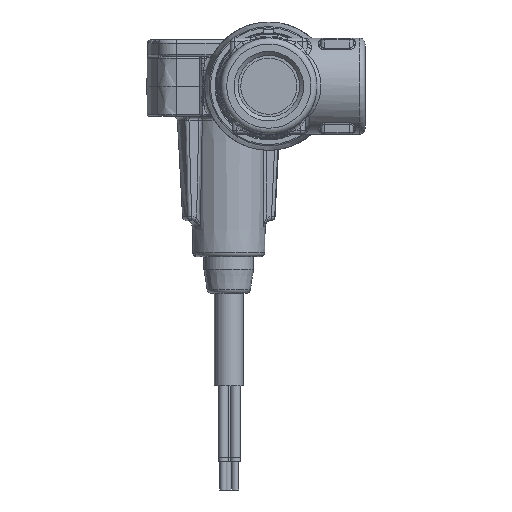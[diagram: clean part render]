
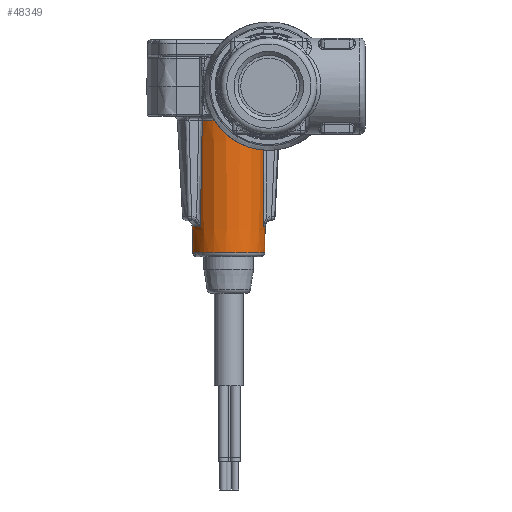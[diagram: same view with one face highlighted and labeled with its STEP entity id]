
A CAD part, front view. The second image highlights one B-rep face of the part: STEP entity #48349.
In plain terms, the highlighted conical face has half-angle 1 degrees and reference radius 9 mm.
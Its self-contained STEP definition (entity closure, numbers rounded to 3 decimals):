
#860=CONICAL_SURFACE('',#64051,9.,0.017);
#2990=B_SPLINE_CURVE_WITH_KNOTS('',3,(#148458,#148459,#148460,#148461),
 .UNSPECIFIED.,.F.,.F.,(4,4),(0.,0.027),
 .UNSPECIFIED.);
#2991=B_SPLINE_CURVE_WITH_KNOTS('',3,(#148480,#148481,#148482,#148483),
 .UNSPECIFIED.,.F.,.F.,(4,4),(0.,0.027),.UNSPECIFIED.);
#2992=B_SPLINE_CURVE_WITH_KNOTS('',3,(#148509,#148510,#148511,#148512,#148513),
 .UNSPECIFIED.,.F.,.F.,(4,1,4),(0.004,0.007,
0.01),.UNSPECIFIED.);
#2993=B_SPLINE_CURVE_WITH_KNOTS('',3,(#148528,#148529,#148530,#148531),
 .UNSPECIFIED.,.F.,.F.,(4,4),(0.,0.027),.UNSPECIFIED.);
#2994=B_SPLINE_CURVE_WITH_KNOTS('',3,(#148546,#148547,#148548,#148549),
 .UNSPECIFIED.,.F.,.F.,(4,4),(0.,0.027),.UNSPECIFIED.);
#20539=ORIENTED_EDGE('',*,*,#30154,.T.);
#20540=ORIENTED_EDGE('',*,*,#30153,.T.);
#20541=ORIENTED_EDGE('',*,*,#30152,.T.);
#20542=ORIENTED_EDGE('',*,*,#30149,.T.);
#20543=ORIENTED_EDGE('',*,*,#30151,.T.);
#20544=ORIENTED_EDGE('',*,*,#30156,.T.);
#20545=ORIENTED_EDGE('',*,*,#30157,.T.);
#20546=ORIENTED_EDGE('',*,*,#30160,.T.);
#20547=ORIENTED_EDGE('',*,*,#30159,.T.);
#20548=ORIENTED_EDGE('',*,*,#30158,.T.);
#20549=ORIENTED_EDGE('',*,*,#30225,.T.);
#30149=EDGE_CURVE('',#35599,#35595,#2990,.T.);
#30151=EDGE_CURVE('',#35595,#35679,#38194,.T.);
#30152=EDGE_CURVE('',#35600,#35599,#38195,.F.);
#30153=EDGE_CURVE('',#35601,#35600,#2991,.T.);
#30154=EDGE_CURVE('',#35605,#35601,#38196,.T.);
#30156=EDGE_CURVE('',#35679,#35680,#2992,.F.);
#30157=EDGE_CURVE('',#35680,#35608,#38198,.T.);
#30158=EDGE_CURVE('',#35606,#35605,#2993,.T.);
#30159=EDGE_CURVE('',#35609,#35606,#38199,.F.);
#30160=EDGE_CURVE('',#35608,#35609,#2994,.T.);
#30225=EDGE_CURVE('',#35724,#35724,#38215,.T.);
#35595=VERTEX_POINT('',#147168);
#35599=VERTEX_POINT('',#147233);
#35600=VERTEX_POINT('',#147259);
#35601=VERTEX_POINT('',#147269);
#35605=VERTEX_POINT('',#147303);
#35606=VERTEX_POINT('',#147325);
#35608=VERTEX_POINT('',#147355);
#35609=VERTEX_POINT('',#147377);
#35679=VERTEX_POINT('',#148464);
#35680=VERTEX_POINT('',#148508);
#35724=VERTEX_POINT('',#149007);
#38194=CIRCLE('',#64006,9.594);
#38195=CIRCLE('',#64008,9.131);
#38196=CIRCLE('',#64010,9.594);
#38198=CIRCLE('',#64013,9.594);
#38199=CIRCLE('',#64015,9.131);
#38215=CIRCLE('',#64052,9.017);
#40942=EDGE_LOOP('',(#20539,#20540,#20541,#20542,#20543,#20544,#20545,#20546,
#20547,#20548));
#40943=EDGE_LOOP('',(#20549));
#44533=FACE_BOUND('',#40942,.T.);
#44534=FACE_BOUND('',#40943,.T.);
#48349=ADVANCED_FACE('',(#44533,#44534),#860,.T.);
#64006=AXIS2_PLACEMENT_3D('',#148465,#72291,#72292);
#64008=AXIS2_PLACEMENT_3D('',#148467,#72295,#72296);
#64010=AXIS2_PLACEMENT_3D('',#148485,#72299,#72300);
#64013=AXIS2_PLACEMENT_3D('',#148515,#72305,#72306);
#64015=AXIS2_PLACEMENT_3D('',#148533,#72309,#72310);
#64051=AXIS2_PLACEMENT_3D('',#149005,#72393,#72394);
#64052=AXIS2_PLACEMENT_3D('',#149006,#72395,#72396);
#72291=DIRECTION('',(0.,0.,-1.));
#72292=DIRECTION('',(-1.,0.,0.));
#72295=DIRECTION('',(0.,0.,1.));
#72296=DIRECTION('',(1.,0.,0.));
#72299=DIRECTION('',(0.,0.,-1.));
#72300=DIRECTION('',(-1.,0.,0.));
#72305=DIRECTION('',(0.,0.,-1.));
#72306=DIRECTION('',(-1.,0.,0.));
#72309=DIRECTION('',(0.,0.,1.));
#72310=DIRECTION('',(1.,0.,0.));
#72393=DIRECTION('',(0.,0.,1.));
#72394=DIRECTION('',(0.,-1.,0.));
#72395=DIRECTION('',(0.,0.,1.));
#72396=DIRECTION('',(0.,1.,0.));
#147168=CARTESIAN_POINT('',(-18.811,28.491,-8.483));
#147233=CARTESIAN_POINT('',(-18.781,27.2,-34.974));
#147259=CARTESIAN_POINT('',(-17.085,18.933,-34.974));
#147269=CARTESIAN_POINT('',(-16.59,17.722,-8.483));
#147303=CARTESIAN_POINT('',(-1.423,20.397,-8.483));
#147325=CARTESIAN_POINT('',(-1.372,21.704,-34.974));
#147355=CARTESIAN_POINT('',(-3.019,31.275,-8.483));
#147377=CARTESIAN_POINT('',(-2.606,30.052,-34.974));
#148458=CARTESIAN_POINT('',(-18.781,27.2,-34.974));
#148459=CARTESIAN_POINT('',(-18.82,27.623,-26.143));
#148460=CARTESIAN_POINT('',(-18.831,28.054,-17.313));
#148461=CARTESIAN_POINT('',(-18.811,28.491,-8.483));
#148464=CARTESIAN_POINT('',(-13.32,33.695,-8.483));
#148465=CARTESIAN_POINT('',(-10.,24.694,-8.483));
#148467=CARTESIAN_POINT('',(-10.,24.694,-34.974));
#148480=CARTESIAN_POINT('',(-16.59,17.722,-8.483));
#148481=CARTESIAN_POINT('',(-16.788,18.122,-17.313));
#148482=CARTESIAN_POINT('',(-16.952,18.526,-26.143));
#148483=CARTESIAN_POINT('',(-17.085,18.933,-34.974));
#148485=CARTESIAN_POINT('',(-10.,24.694,-8.483));
#148508=CARTESIAN_POINT('',(-6.68,33.695,-8.483));
#148509=CARTESIAN_POINT('',(-6.68,33.695,-8.483));
#148510=CARTESIAN_POINT('',(-7.746,34.088,-8.483));
#148511=CARTESIAN_POINT('',(-9.986,34.493,-8.179));
#148512=CARTESIAN_POINT('',(-12.253,34.089,-8.483));
#148513=CARTESIAN_POINT('',(-13.32,33.695,-8.483));
#148515=CARTESIAN_POINT('',(-10.,24.694,-8.483));
#148528=CARTESIAN_POINT('',(-1.372,21.704,-34.974));
#148529=CARTESIAN_POINT('',(-1.358,21.276,-26.143));
#148530=CARTESIAN_POINT('',(-1.373,20.84,-17.313));
#148531=CARTESIAN_POINT('',(-1.423,20.397,-8.483));
#148533=CARTESIAN_POINT('',(-10.,24.694,-34.974));
#148546=CARTESIAN_POINT('',(-3.019,31.275,-8.483));
#148547=CARTESIAN_POINT('',(-2.85,30.871,-17.313));
#148548=CARTESIAN_POINT('',(-2.713,30.464,-26.143));
#148549=CARTESIAN_POINT('',(-2.606,30.052,-34.974));
#149005=CARTESIAN_POINT('',(-10.,24.694,-42.5));
#149006=CARTESIAN_POINT('',(-10.,24.694,-41.517));
#149007=CARTESIAN_POINT('',(-10.,33.712,-41.517));
